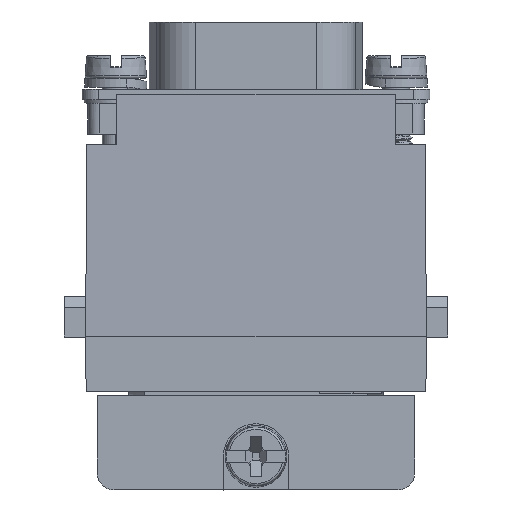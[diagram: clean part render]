
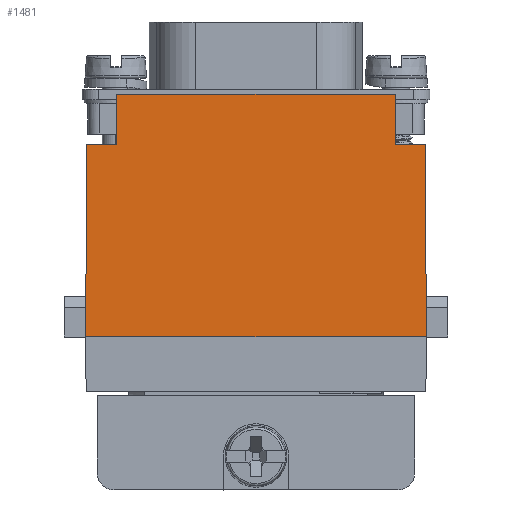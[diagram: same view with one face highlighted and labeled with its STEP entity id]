
A CAD part, top view. The second image highlights one B-rep face of the part: STEP entity #1481.
In plain terms, the highlighted planar face has unit normal (0, 0.004, 1).
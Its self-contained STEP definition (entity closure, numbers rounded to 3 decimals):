
#847=FACE_OUTER_BOUND('',#4799,.T.);
#1481=ADVANCED_FACE('',(#847),#1866,.T.);
#1866=PLANE('',#12949);
#2933=LINE('',#27138,#3853);
#2940=LINE('',#27167,#3860);
#2943=LINE('',#27173,#3863);
#3005=LINE('',#27327,#3925);
#3057=LINE('',#27439,#3977);
#3060=LINE('',#27445,#3980);
#3061=LINE('',#27447,#3981);
#3062=LINE('',#27448,#3982);
#3853=VECTOR('',#15252,1.);
#3860=VECTOR('',#15267,1.);
#3863=VECTOR('',#15272,1.);
#3925=VECTOR('',#15390,1.);
#3977=VECTOR('',#15484,1.);
#3980=VECTOR('',#15489,1.);
#3981=VECTOR('',#15492,1.);
#3982=VECTOR('',#15493,1.);
#4799=EDGE_LOOP('',(#8117,#8118,#8119,#8120,#8121,#8122,#8123,#8124));
#8117=ORIENTED_EDGE('',*,*,#11301,.F.);
#8118=ORIENTED_EDGE('',*,*,#11359,.F.);
#8119=ORIENTED_EDGE('',*,*,#11233,.T.);
#8120=ORIENTED_EDGE('',*,*,#11230,.T.);
#8121=ORIENTED_EDGE('',*,*,#11220,.T.);
#8122=ORIENTED_EDGE('',*,*,#11355,.F.);
#8123=ORIENTED_EDGE('',*,*,#11358,.T.);
#8124=ORIENTED_EDGE('',*,*,#11360,.F.);
#9544=VERTEX_POINT('',#27139);
#9545=VERTEX_POINT('',#27140);
#9550=VERTEX_POINT('',#27168);
#9552=VERTEX_POINT('',#27174);
#9589=VERTEX_POINT('',#27322);
#9591=VERTEX_POINT('',#27326);
#9622=VERTEX_POINT('',#27438);
#9624=VERTEX_POINT('',#27444);
#11220=EDGE_CURVE('',#9544,#9545,#2933,.T.);
#11230=EDGE_CURVE('',#9550,#9544,#2940,.T.);
#11233=EDGE_CURVE('',#9552,#9550,#2943,.T.);
#11301=EDGE_CURVE('',#9591,#9589,#3005,.T.);
#11355=EDGE_CURVE('',#9622,#9545,#3057,.T.);
#11358=EDGE_CURVE('',#9622,#9624,#3060,.T.);
#11359=EDGE_CURVE('',#9552,#9591,#3061,.T.);
#11360=EDGE_CURVE('',#9589,#9624,#3062,.T.);
#12949=AXIS2_PLACEMENT_3D('',#27449,#15494,#15495);
#15252=DIRECTION('',(-1.,0.,0.));
#15267=DIRECTION('',(-0.005,1.,-0.003));
#15272=DIRECTION('',(-1.,0.,0.));
#15390=DIRECTION('',(-1.,0.,0.));
#15484=DIRECTION('',(0.005,1.,-0.003));
#15489=DIRECTION('',(-1.,0.,0.));
#15492=DIRECTION('',(0.003,-1.,0.003));
#15493=DIRECTION('',(0.003,1.,-0.003));
#15494=DIRECTION('',(0.,0.003,1.));
#15495=DIRECTION('',(0.,-1.,0.003));
#27138=CARTESIAN_POINT('',(12.426,0.,7.249));
#27139=CARTESIAN_POINT('',(12.426,0.,7.249));
#27140=CARTESIAN_POINT('',(-12.426,0.,7.249));
#27167=CARTESIAN_POINT('',(12.45,-4.5,7.265));
#27168=CARTESIAN_POINT('',(12.45,-4.5,7.265));
#27173=CARTESIAN_POINT('',(15.115,-4.5,7.265));
#27174=CARTESIAN_POINT('',(15.115,-4.5,7.265));
#27322=CARTESIAN_POINT('',(-15.175,-21.65,7.325));
#27326=CARTESIAN_POINT('',(15.175,-21.65,7.325));
#27327=CARTESIAN_POINT('',(15.175,-21.65,7.325));
#27438=CARTESIAN_POINT('',(-12.45,-4.5,7.265));
#27439=CARTESIAN_POINT('',(-12.45,-4.5,7.265));
#27444=CARTESIAN_POINT('',(-15.115,-4.5,7.265));
#27445=CARTESIAN_POINT('',(-12.45,-4.5,7.265));
#27447=CARTESIAN_POINT('',(15.115,-4.5,7.265));
#27448=CARTESIAN_POINT('',(-15.175,-21.65,7.325));
#27449=CARTESIAN_POINT('',(16.125,-21.65,7.325));
